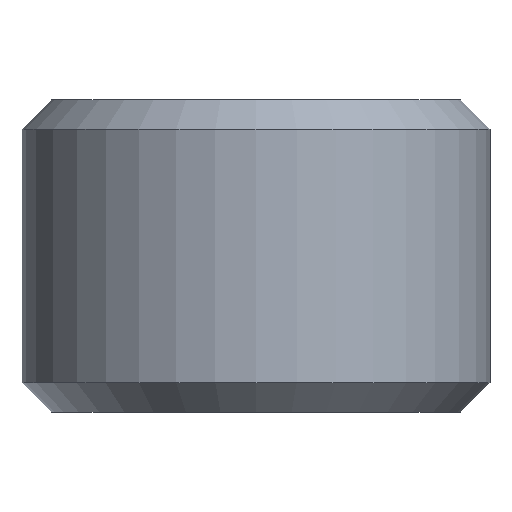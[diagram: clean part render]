
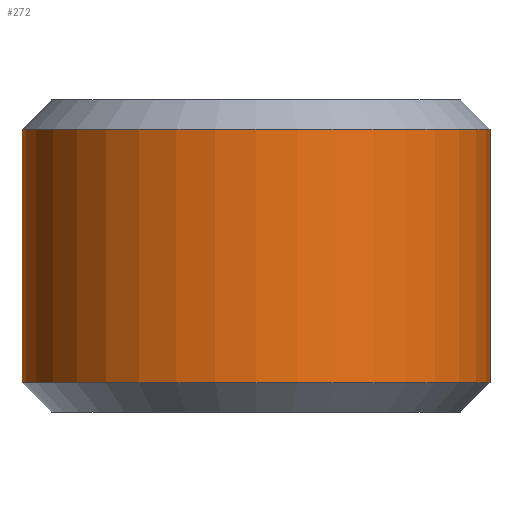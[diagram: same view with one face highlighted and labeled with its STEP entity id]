
A CAD part, front view. The second image highlights one B-rep face of the part: STEP entity #272.
In plain terms, the highlighted cylindrical face has radius 9.525 mm (diameter 19.05 mm), a partial arc.
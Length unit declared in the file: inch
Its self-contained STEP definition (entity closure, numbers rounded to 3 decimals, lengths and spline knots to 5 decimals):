
#1 = ORIENTED_EDGE ( 'NONE', *, *, #50, .T. ) ;
#29 = FACE_OUTER_BOUND ( 'NONE', #163, .T. ) ;
#32 = CARTESIAN_POINT ( 'NONE',  ( 0.375, 0., 0.25 ) ) ;
#36 = AXIS2_PLACEMENT_3D ( 'NONE', #289, #42, #68 ) ;
#42 = DIRECTION ( 'NONE',  ( 0., 0., 1. ) ) ;
#43 = AXIS2_PLACEMENT_3D ( 'NONE', #257, #95, #109 ) ;
#49 = DIRECTION ( 'NONE',  ( 0., 0., 1. ) ) ;
#50 = EDGE_CURVE ( 'NONE', #81, #247, #266, .T. ) ;
#58 = ORIENTED_EDGE ( 'NONE', *, *, #279, .F. ) ;
#60 = VECTOR ( 'NONE', #49, 39.37008 ) ;
#66 = EDGE_CURVE ( 'NONE', #247, #158, #101, .T. ) ;
#68 = DIRECTION ( 'NONE',  ( 1., 0., 0. ) ) ;
#81 = VERTEX_POINT ( 'NONE', #173 ) ;
#95 = DIRECTION ( 'NONE',  ( 0., 0., 1. ) ) ;
#101 = CIRCLE ( 'NONE', #249, 0.375 ) ;
#109 = DIRECTION ( 'NONE',  ( 1., 0., 0. ) ) ;
#120 = ORIENTED_EDGE ( 'NONE', *, *, #233, .T. ) ;
#123 = DIRECTION ( 'NONE',  ( -1., 0., 0. ) ) ;
#126 = DIRECTION ( 'NONE',  ( 0., 0., 1. ) ) ;
#158 = VERTEX_POINT ( 'NONE', #259 ) ;
#163 = EDGE_LOOP ( 'NONE', ( #58, #120, #1, #340 ) ) ;
#166 = CARTESIAN_POINT ( 'NONE',  ( -0.375, 0., -0.20312 ) ) ;
#168 = CIRCLE ( 'NONE', #43, 0.375 ) ;
#173 = CARTESIAN_POINT ( 'NONE',  ( 0.375, 0., -0.20312 ) ) ;
#177 = VECTOR ( 'NONE', #126, 39.37008 ) ;
#182 = CARTESIAN_POINT ( 'NONE',  ( 0.375, 0., 0.20312 ) ) ;
#210 = CARTESIAN_POINT ( 'NONE',  ( -0.375, 0., 0.25 ) ) ;
#224 = CARTESIAN_POINT ( 'NONE',  ( 0., 0., 0.20312 ) ) ;
#233 = EDGE_CURVE ( 'NONE', #301, #81, #168, .T. ) ;
#244 = LINE ( 'NONE', #210, #60 ) ;
#247 = VERTEX_POINT ( 'NONE', #182 ) ;
#249 = AXIS2_PLACEMENT_3D ( 'NONE', #224, #281, #123 ) ;
#257 = CARTESIAN_POINT ( 'NONE',  ( 0., 0., -0.20312 ) ) ;
#259 = CARTESIAN_POINT ( 'NONE',  ( -0.375, 0., 0.20312 ) ) ;
#266 = LINE ( 'NONE', #32, #177 ) ;
#272 = ADVANCED_FACE ( 'NONE', ( #29 ), #328, .T. ) ;
#279 = EDGE_CURVE ( 'NONE', #301, #158, #244, .T. ) ;
#281 = DIRECTION ( 'NONE',  ( 0., 0., -1. ) ) ;
#289 = CARTESIAN_POINT ( 'NONE',  ( 0., 0., 0.25 ) ) ;
#301 = VERTEX_POINT ( 'NONE', #166 ) ;
#328 = CYLINDRICAL_SURFACE ( 'NONE', #36, 0.375 ) ;
#340 = ORIENTED_EDGE ( 'NONE', *, *, #66, .T. ) ;
